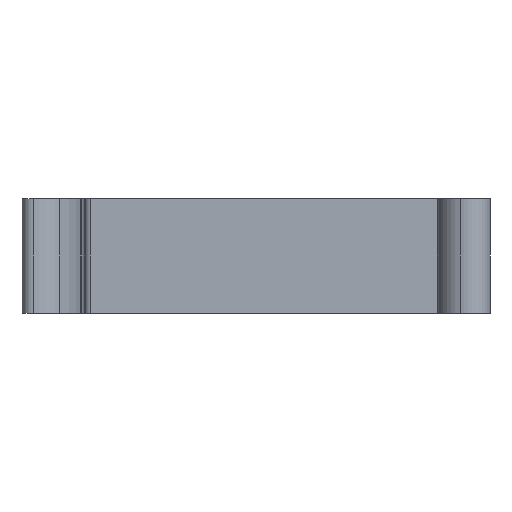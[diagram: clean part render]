
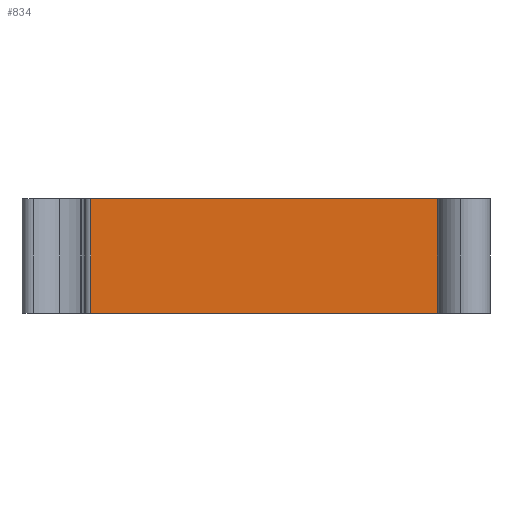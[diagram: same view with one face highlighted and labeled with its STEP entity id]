
A CAD part, front view. The second image highlights one B-rep face of the part: STEP entity #834.
In plain terms, the highlighted planar face has unit normal (0, -1, 0).
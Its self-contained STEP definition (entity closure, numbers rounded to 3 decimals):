
#77 = VECTOR ( 'NONE', #5108, 1000. ) ;
#172 = CARTESIAN_POINT ( 'NONE',  ( 15.424, -14.429, 0. ) ) ;
#277 = VERTEX_POINT ( 'NONE', #3317 ) ;
#456 = AXIS2_PLACEMENT_3D ( 'NONE', #1359, #1351, #1343 ) ;
#482 = VERTEX_POINT ( 'NONE', #2870 ) ;
#530 = VECTOR ( 'NONE', #662, 1000. ) ;
#620 = VERTEX_POINT ( 'NONE', #5161 ) ;
#642 = CARTESIAN_POINT ( 'NONE',  ( -5.497, -14.429, 9.95 ) ) ;
#653 = VERTEX_POINT ( 'NONE', #4736 ) ;
#661 = LINE ( 'NONE', #4597, #2824 ) ;
#662 = DIRECTION ( 'NONE',  ( 1., 0., 0. ) ) ;
#834 = ADVANCED_FACE ( 'NONE', ( #1960 ), #1926, .F. ) ;
#1085 = CARTESIAN_POINT ( 'NONE',  ( 12.239, -14.429, 0. ) ) ;
#1189 = LINE ( 'NONE', #5199, #77 ) ;
#1225 = ORIENTED_EDGE ( 'NONE', *, *, #2332, .T. ) ;
#1343 = DIRECTION ( 'NONE',  ( -1., 0., 0. ) ) ;
#1351 = DIRECTION ( 'NONE',  ( 0., 1., 0. ) ) ;
#1359 = CARTESIAN_POINT ( 'NONE',  ( -5.497, -14.429, 9.95 ) ) ;
#1523 = VECTOR ( 'NONE', #4578, 1000. ) ;
#1667 = LINE ( 'NONE', #4679, #1523 ) ;
#1926 = PLANE ( 'NONE',  #456 ) ;
#1956 = VECTOR ( 'NONE', #4798, 1000. ) ;
#1960 = FACE_OUTER_BOUND ( 'NONE', #3459, .T. ) ;
#1991 = VERTEX_POINT ( 'NONE', #1085 ) ;
#2232 = VECTOR ( 'NONE', #5076, 1000. ) ;
#2271 = VERTEX_POINT ( 'NONE', #5336 ) ;
#2323 = EDGE_CURVE ( 'NONE', #4574, #620, #1189, .T. ) ;
#2332 = EDGE_CURVE ( 'NONE', #482, #1991, #2495, .T. ) ;
#2337 = EDGE_CURVE ( 'NONE', #4574, #1991, #4460, .T. ) ;
#2362 = VECTOR ( 'NONE', #5115, 1000. ) ;
#2388 = EDGE_CURVE ( 'NONE', #653, #3508, #5309, .T. ) ;
#2426 = EDGE_CURVE ( 'NONE', #277, #653, #5059, .T. ) ;
#2444 = EDGE_CURVE ( 'NONE', #482, #277, #661, .T. ) ;
#2495 = LINE ( 'NONE', #5228, #2362 ) ;
#2824 = VECTOR ( 'NONE', #4615, 1000. ) ;
#2870 = CARTESIAN_POINT ( 'NONE',  ( -12.363, -14.429, 0. ) ) ;
#3317 = CARTESIAN_POINT ( 'NONE',  ( -15.28, -14.429, 0. ) ) ;
#3459 = EDGE_LOOP ( 'NONE', ( #1225, #3710, #3774, #3954, #5322, #4043, #4085, #4489 ) ) ;
#3508 = VERTEX_POINT ( 'NONE', #4684 ) ;
#3710 = ORIENTED_EDGE ( 'NONE', *, *, #2337, .F. ) ;
#3774 = ORIENTED_EDGE ( 'NONE', *, *, #2323, .T. ) ;
#3954 = ORIENTED_EDGE ( 'NONE', *, *, #5260, .F. ) ;
#4043 = ORIENTED_EDGE ( 'NONE', *, *, #2388, .F. ) ;
#4085 = ORIENTED_EDGE ( 'NONE', *, *, #2426, .F. ) ;
#4460 = LINE ( 'NONE', #5094, #2232 ) ;
#4489 = ORIENTED_EDGE ( 'NONE', *, *, #2444, .F. ) ;
#4563 = DIRECTION ( 'NONE',  ( 0., 0., 1. ) ) ;
#4574 = VERTEX_POINT ( 'NONE', #172 ) ;
#4578 = DIRECTION ( 'NONE',  ( 1., 0., 0. ) ) ;
#4582 = CARTESIAN_POINT ( 'NONE',  ( -15.28, -14.429, -17.499 ) ) ;
#4597 = CARTESIAN_POINT ( 'NONE',  ( -15.28, -14.429, 0. ) ) ;
#4615 = DIRECTION ( 'NONE',  ( -1., 0., 0. ) ) ;
#4679 = CARTESIAN_POINT ( 'NONE',  ( 12.239, -14.429, 9.95 ) ) ;
#4684 = CARTESIAN_POINT ( 'NONE',  ( -12.363, -14.429, 9.95 ) ) ;
#4689 = EDGE_CURVE ( 'NONE', #3508, #2271, #5064, .T. ) ;
#4736 = CARTESIAN_POINT ( 'NONE',  ( -15.28, -14.429, 9.95 ) ) ;
#4798 = DIRECTION ( 'NONE',  ( 1., 0., 0. ) ) ;
#4812 = CARTESIAN_POINT ( 'NONE',  ( -15.28, -14.429, 9.95 ) ) ;
#5059 = LINE ( 'NONE', #4582, #5185 ) ;
#5064 = LINE ( 'NONE', #642, #530 ) ;
#5076 = DIRECTION ( 'NONE',  ( -1., 0., 0. ) ) ;
#5094 = CARTESIAN_POINT ( 'NONE',  ( 12.239, -14.429, 0. ) ) ;
#5108 = DIRECTION ( 'NONE',  ( 0., 0., 1. ) ) ;
#5115 = DIRECTION ( 'NONE',  ( 1., 0., 0. ) ) ;
#5161 = CARTESIAN_POINT ( 'NONE',  ( 15.424, -14.429, 9.95 ) ) ;
#5185 = VECTOR ( 'NONE', #4563, 1000. ) ;
#5199 = CARTESIAN_POINT ( 'NONE',  ( 15.424, -14.429, -17.499 ) ) ;
#5228 = CARTESIAN_POINT ( 'NONE',  ( -5.497, -14.429, 0. ) ) ;
#5260 = EDGE_CURVE ( 'NONE', #2271, #620, #1667, .T. ) ;
#5309 = LINE ( 'NONE', #4812, #1956 ) ;
#5322 = ORIENTED_EDGE ( 'NONE', *, *, #4689, .F. ) ;
#5336 = CARTESIAN_POINT ( 'NONE',  ( 12.239, -14.429, 9.95 ) ) ;
